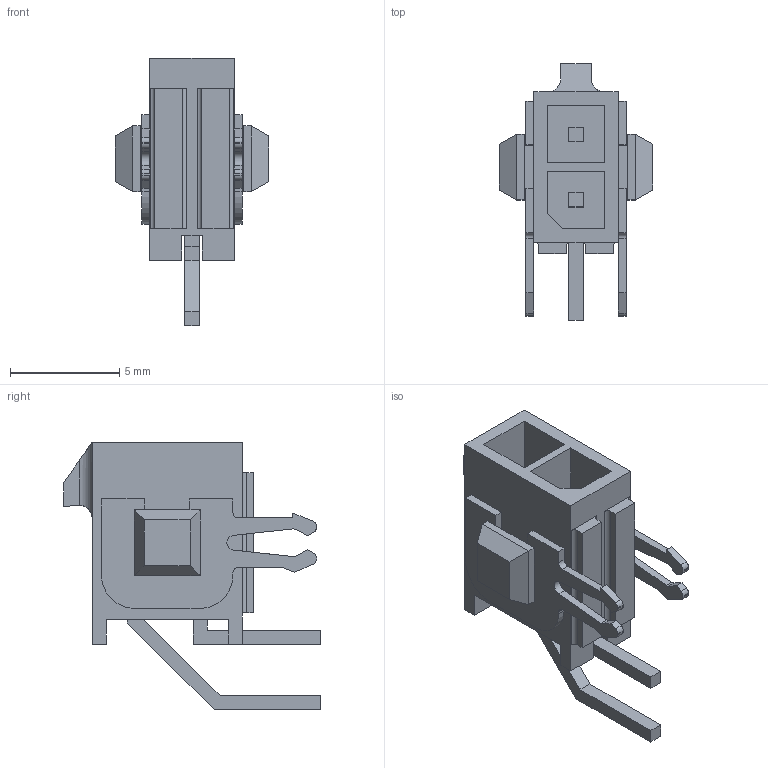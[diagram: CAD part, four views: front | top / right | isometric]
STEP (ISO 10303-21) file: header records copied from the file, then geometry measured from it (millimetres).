
FILE_DESCRIPTION((''),'2;1');
FILE_NAME('C-3-794679-2','2017-05-03T',('workeradm'),('Tyco Electronics Ltd.'),'CREO PARAMETRIC BY PTC INC, 2016050','CREO PARAMETRIC BY PTC INC, 2016050','');
FILE_SCHEMA(('AUTOMOTIVE_DESIGN { 1 0 10303 214 1 1 1 1 }'));
Length unit declared in the file: millimetre
Products named in the file (1): C-3-794679-2
Bounding box: 7 x 11.72 x 12.24 mm (x, y, z)
Volume: 196.2 mm3; surface area: 545.5 mm2
Topology: 1 solids, 1 shells, 180 faces, 482 edges, 314 vertices
Faces by surface type: plane 151, cylinder 29
Entity records: 5736 total; most frequent: CARTESIAN_POINT 1022, ORIENTED_EDGE 964, DIRECTION 892, EDGE_CURVE 482, VECTOR 424, LINE 424, VERTEX_POINT 314, AXIS2_PLACEMENT_3D 234
